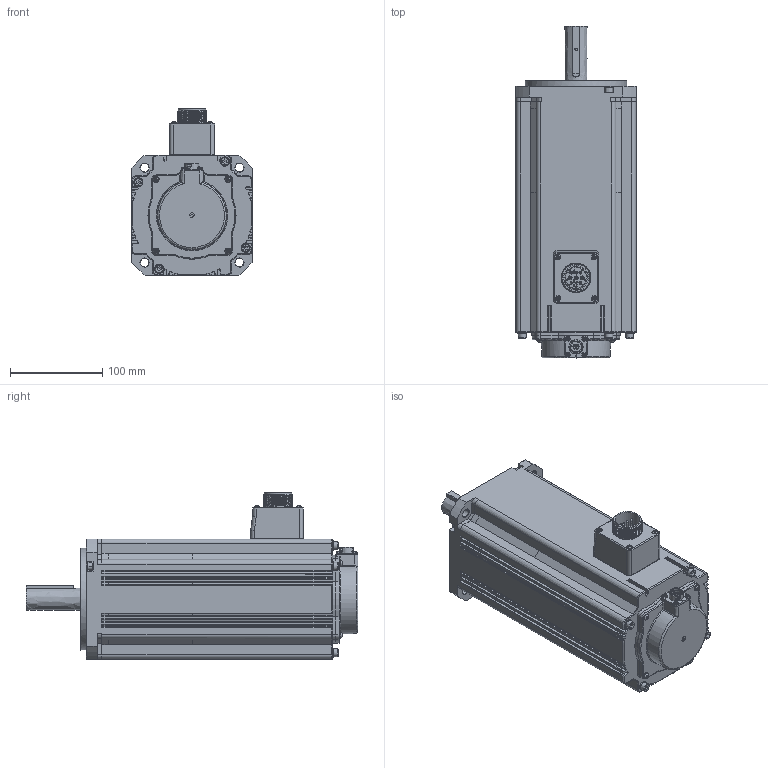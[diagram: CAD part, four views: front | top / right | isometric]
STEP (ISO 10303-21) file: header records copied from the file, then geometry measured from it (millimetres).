
FILE_DESCRIPTION( ('This file contains a STEP AP42 implementation' ,'as created by ZW3D STEP Interface translator.') ,'2;1' );
FILE_NAME( 'X6MA500K-B4LA.stp' ,'2111 1. 95546', (''), ('ZWCAD Software Co.'), 'Version 1.0', 'ZW3D to STEP translator', '' );
FILE_SCHEMA(('AUTOMOTIVE_DESIGN'));
Length unit declared in the file: millimetre
Products named in the file (2): 0; 錨璃001
Bounding box: 130 x 359 x 180.1 mm (x, y, z)
Volume: 4281856.6 mm3; surface area: 231188.9 mm2
Topology: 1 solids, 1 shells, 2191 faces, 5666 edges, 3559 vertices
Faces by surface type: bspline 2191
Entity records: 99507 total; most frequent: CARTESIAN_POINT 65566, ORIENTED_EDGE 11256, EDGE_CURVE 5628, VERTEX_POINT 3568, B_SPLINE_CURVE_WITH_KNOTS 3512, EDGE_LOOP 2332, FACE_OUTER_BOUND 2191, ADVANCED_FACE 2191
